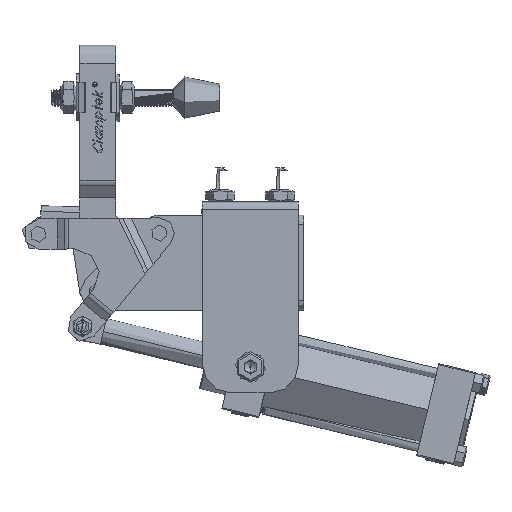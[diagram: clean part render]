
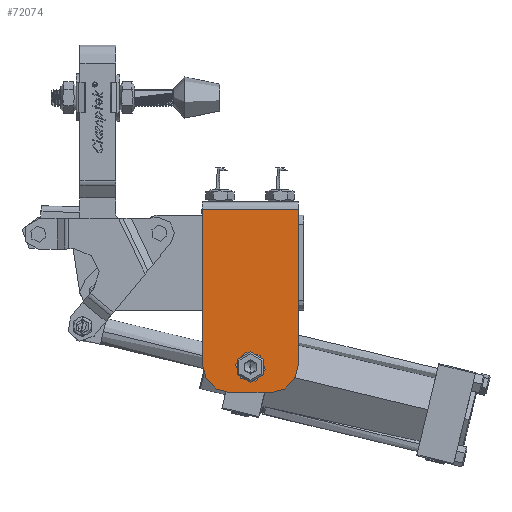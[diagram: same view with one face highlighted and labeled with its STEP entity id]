
A CAD part, left-side view. The second image highlights one B-rep face of the part: STEP entity #72074.
In plain terms, the highlighted planar face has unit normal (-1, 0, 0).
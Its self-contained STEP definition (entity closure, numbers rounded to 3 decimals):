
#856 = DIRECTION ( 'NONE',  ( 0., 0., 1. ) ) ;
#2232 = ORIENTED_EDGE ( 'NONE', *, *, #49441, .T. ) ;
#5444 = CIRCLE ( 'NONE', #69463, 15. ) ;
#8471 = CARTESIAN_POINT ( 'NONE',  ( -70., 25.4, -91.35 ) ) ;
#8960 = EDGE_CURVE ( 'NONE', #55707, #9770, #43995, .T. ) ;
#9062 = CARTESIAN_POINT ( 'NONE',  ( -70., 15., -97. ) ) ;
#9770 = VERTEX_POINT ( 'NONE', #8471 ) ;
#10254 = DIRECTION ( 'NONE',  ( 0., 1., 0. ) ) ;
#12318 = DIRECTION ( 'NONE',  ( -1., 0., 0. ) ) ;
#14487 = EDGE_CURVE ( 'NONE', #46148, #46942, #69280, .T. ) ;
#14829 = CARTESIAN_POINT ( 'NONE',  ( -70., 0., -39. ) ) ;
#15488 = EDGE_CURVE ( 'NONE', #28631, #67062, #32426, .T. ) ;
#15974 = ORIENTED_EDGE ( 'NONE', *, *, #14487, .F. ) ;
#16442 = CARTESIAN_POINT ( 'NONE',  ( -70., -1.016, -98.94 ) ) ;
#16839 = DIRECTION ( 'NONE',  ( 1., 0., 0. ) ) ;
#17126 = CARTESIAN_POINT ( 'NONE',  ( -70., 25.4, -75.25 ) ) ;
#18434 = CARTESIAN_POINT ( 'NONE',  ( -70., 15., -82. ) ) ;
#20828 = AXIS2_PLACEMENT_3D ( 'NONE', #55878, #16839, #62464 ) ;
#21788 = EDGE_CURVE ( 'NONE', #80854, #45717, #78978, .T. ) ;
#22939 = EDGE_CURVE ( 'NONE', #67062, #80854, #5444, .T. ) ;
#25019 = DIRECTION ( 'NONE',  ( 0., 0., 1. ) ) ;
#27487 = EDGE_CURVE ( 'NONE', #9770, #55707, #32662, .T. ) ;
#27903 = FACE_BOUND ( 'NONE', #30830, .T. ) ;
#28490 = CARTESIAN_POINT ( 'NONE',  ( -70., 25.4, -97. ) ) ;
#28631 = VERTEX_POINT ( 'NONE', #33146 ) ;
#29529 = AXIS2_PLACEMENT_3D ( 'NONE', #16442, #29547, #75144 ) ;
#29547 = DIRECTION ( 'NONE',  ( -1., 0., 0. ) ) ;
#30468 = CARTESIAN_POINT ( 'NONE',  ( -70., 0., 0. ) ) ;
#30830 = EDGE_LOOP ( 'NONE', ( #33020, #44218 ) ) ;
#31963 = ORIENTED_EDGE ( 'NONE', *, *, #15488, .T. ) ;
#32426 = LINE ( 'NONE', #28490, #82341 ) ;
#32662 = CIRCLE ( 'NONE', #36801, 8.05 ) ;
#33020 = ORIENTED_EDGE ( 'NONE', *, *, #27487, .T. ) ;
#33146 = CARTESIAN_POINT ( 'NONE',  ( -70., 35.8, -97. ) ) ;
#33420 = CARTESIAN_POINT ( 'NONE',  ( -70., 50.8, -39. ) ) ;
#34182 = CARTESIAN_POINT ( 'NONE',  ( -70., 25.4, -83.3 ) ) ;
#36801 = AXIS2_PLACEMENT_3D ( 'NONE', #34182, #79728, #40712 ) ;
#37457 = ORIENTED_EDGE ( 'NONE', *, *, #73818, .T. ) ;
#37957 = VECTOR ( 'NONE', #10254, 1000. ) ;
#40712 = DIRECTION ( 'NONE',  ( 0., 0., -1. ) ) ;
#40971 = ORIENTED_EDGE ( 'NONE', *, *, #21788, .T. ) ;
#42058 = CARTESIAN_POINT ( 'NONE',  ( -70., 50.8, 0. ) ) ;
#42726 = CARTESIAN_POINT ( 'NONE',  ( -70., 25.4, 0. ) ) ;
#43995 = CIRCLE ( 'NONE', #20828, 8.05 ) ;
#44218 = ORIENTED_EDGE ( 'NONE', *, *, #8960, .T. ) ;
#45717 = VERTEX_POINT ( 'NONE', #30468 ) ;
#46148 = VERTEX_POINT ( 'NONE', #66511 ) ;
#46942 = VERTEX_POINT ( 'NONE', #42058 ) ;
#47060 = AXIS2_PLACEMENT_3D ( 'NONE', #51384, #12318, #57964 ) ;
#49155 = ORIENTED_EDGE ( 'NONE', *, *, #22939, .T. ) ;
#49220 = EDGE_LOOP ( 'NONE', ( #37457, #15974, #2232, #31963, #49155, #40971 ) ) ;
#49441 = EDGE_CURVE ( 'NONE', #46148, #28631, #55812, .T. ) ;
#51384 = CARTESIAN_POINT ( 'NONE',  ( -70., 35.8, -82. ) ) ;
#51873 = VECTOR ( 'NONE', #856, 1000. ) ;
#55290 = LINE ( 'NONE', #42726, #37957 ) ;
#55493 = PLANE ( 'NONE',  #29529 ) ;
#55707 = VERTEX_POINT ( 'NONE', #17126 ) ;
#55812 = CIRCLE ( 'NONE', #47060, 15. ) ;
#55878 = CARTESIAN_POINT ( 'NONE',  ( -70., 25.4, -83.3 ) ) ;
#57964 = DIRECTION ( 'NONE',  ( 0., 0., 1. ) ) ;
#61256 = DIRECTION ( 'NONE',  ( 0., -1., 0. ) ) ;
#62464 = DIRECTION ( 'NONE',  ( 0., 0., -1. ) ) ;
#64038 = DIRECTION ( 'NONE',  ( -1., 0., 0. ) ) ;
#66511 = CARTESIAN_POINT ( 'NONE',  ( -70., 50.8, -82. ) ) ;
#67041 = DIRECTION ( 'NONE',  ( 0., 0., 1. ) ) ;
#67062 = VERTEX_POINT ( 'NONE', #9062 ) ;
#69280 = LINE ( 'NONE', #33420, #51873 ) ;
#69463 = AXIS2_PLACEMENT_3D ( 'NONE', #18434, #64038, #25019 ) ;
#70091 = CARTESIAN_POINT ( 'NONE',  ( -70., 0., -82. ) ) ;
#72074 = ADVANCED_FACE ( 'NONE', ( #27903, #81886 ), #55493, .T. ) ;
#73818 = EDGE_CURVE ( 'NONE', #45717, #46942, #55290, .T. ) ;
#75144 = DIRECTION ( 'NONE',  ( 0., 0., 1. ) ) ;
#76975 = VECTOR ( 'NONE', #67041, 1000. ) ;
#78978 = LINE ( 'NONE', #14829, #76975 ) ;
#79728 = DIRECTION ( 'NONE',  ( 1., 0., 0. ) ) ;
#80854 = VERTEX_POINT ( 'NONE', #70091 ) ;
#81886 = FACE_OUTER_BOUND ( 'NONE', #49220, .T. ) ;
#82341 = VECTOR ( 'NONE', #61256, 1000. ) ;
